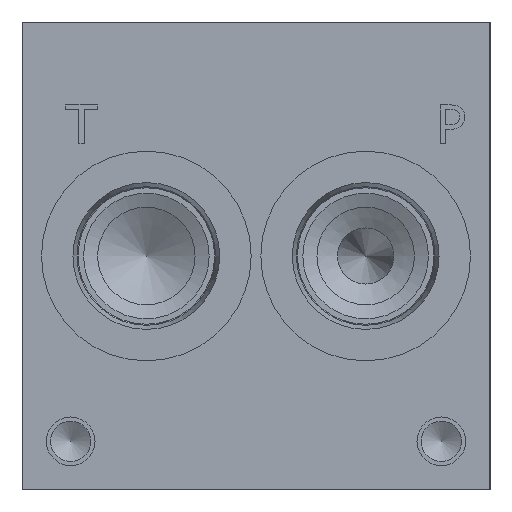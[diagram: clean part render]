
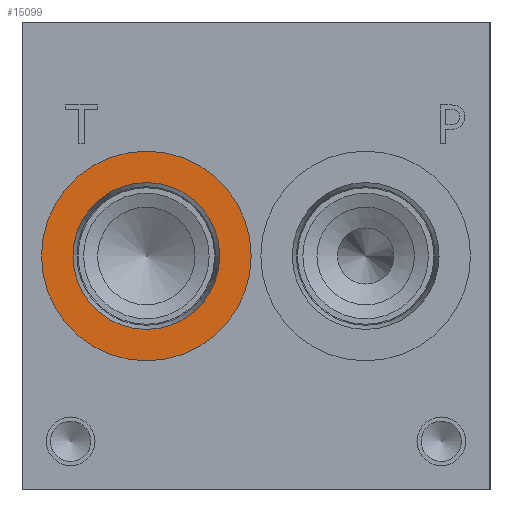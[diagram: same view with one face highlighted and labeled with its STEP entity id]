
A CAD part, left-side view. The second image highlights one B-rep face of the part: STEP entity #15099.
In plain terms, the highlighted planar face has unit normal (-1, 0, 0).
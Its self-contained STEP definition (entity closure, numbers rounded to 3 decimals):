
#316=CIRCLE('',#15819,17.069);
#317=CIRCLE('',#15820,17.069);
#318=CIRCLE('',#15822,11.951);
#319=CIRCLE('',#15823,11.951);
#691=FACE_BOUND('',#2823,.T.);
#1952=FACE_OUTER_BOUND('',#2822,.T.);
#2822=EDGE_LOOP('',(#12603,#12604));
#2823=EDGE_LOOP('',(#12605,#12606));
#6839=VERTEX_POINT('',#25625);
#6840=VERTEX_POINT('',#25627);
#6841=VERTEX_POINT('',#25631);
#6842=VERTEX_POINT('',#25632);
#8850=EDGE_CURVE('',#6839,#6840,#316,.T.);
#8851=EDGE_CURVE('',#6840,#6839,#317,.T.);
#8852=EDGE_CURVE('',#6841,#6842,#318,.T.);
#8853=EDGE_CURVE('',#6842,#6841,#319,.T.);
#12603=ORIENTED_EDGE('',*,*,#8851,.F.);
#12604=ORIENTED_EDGE('',*,*,#8850,.F.);
#12605=ORIENTED_EDGE('',*,*,#8852,.T.);
#12606=ORIENTED_EDGE('',*,*,#8853,.T.);
#13917=PLANE('',#15821);
#15099=ADVANCED_FACE('',(#1952,#691),#13917,.F.);
#15819=AXIS2_PLACEMENT_3D('',#25628,#18515,#18516);
#15820=AXIS2_PLACEMENT_3D('',#25629,#18517,#18518);
#15821=AXIS2_PLACEMENT_3D('',#25630,#18519,#18520);
#15822=AXIS2_PLACEMENT_3D('',#25633,#18521,#18522);
#15823=AXIS2_PLACEMENT_3D('',#25634,#18523,#18524);
#18515=DIRECTION('center_axis',(1.,0.,0.));
#18516=DIRECTION('ref_axis',(0.,0.,-1.));
#18517=DIRECTION('center_axis',(1.,0.,0.));
#18518=DIRECTION('ref_axis',(0.,0.,-1.));
#18519=DIRECTION('center_axis',(1.,0.,0.));
#18520=DIRECTION('ref_axis',(0.,0.,-1.));
#18521=DIRECTION('center_axis',(1.,0.,0.));
#18522=DIRECTION('ref_axis',(0.,0.,-1.));
#18523=DIRECTION('center_axis',(1.,0.,0.));
#18524=DIRECTION('ref_axis',(0.,0.,-1.));
#25625=CARTESIAN_POINT('',(0.787,55.956,21.031));
#25627=CARTESIAN_POINT('',(0.787,55.956,55.169));
#25628=CARTESIAN_POINT('Origin',(0.787,55.956,38.1));
#25629=CARTESIAN_POINT('Origin',(0.787,55.956,38.1));
#25630=CARTESIAN_POINT('Origin',(0.787,55.956,50.051));
#25631=CARTESIAN_POINT('',(0.787,55.956,50.051));
#25632=CARTESIAN_POINT('',(0.787,55.956,26.149));
#25633=CARTESIAN_POINT('Origin',(0.787,55.956,38.1));
#25634=CARTESIAN_POINT('Origin',(0.787,55.956,38.1));
